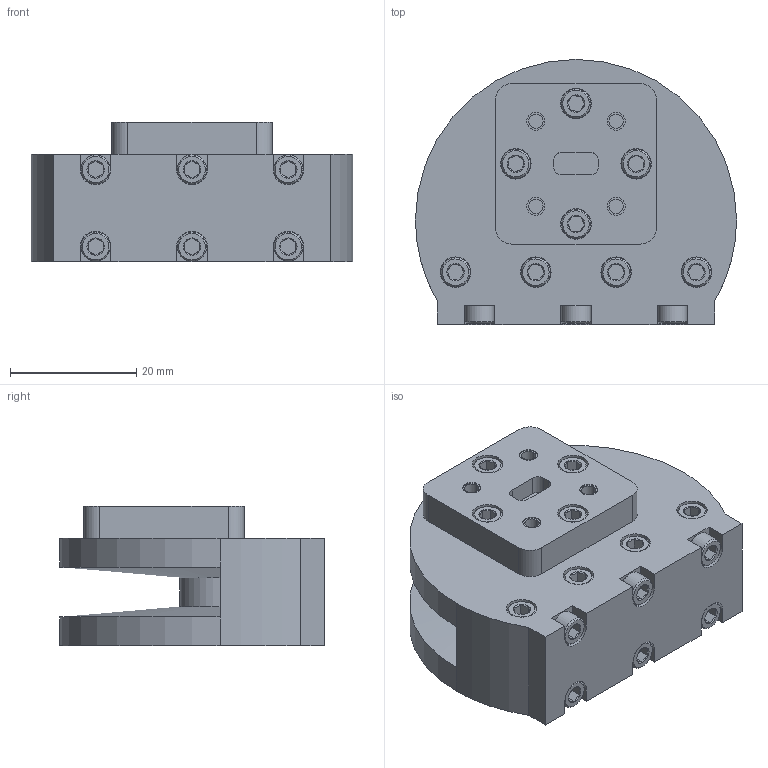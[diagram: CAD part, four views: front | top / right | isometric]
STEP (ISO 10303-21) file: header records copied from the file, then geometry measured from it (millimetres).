
FILE_DESCRIPTION (( 'STEP AP214' ), '1' );
FILE_NAME ('PEWAN1144 ¦ FMWAN1144.step', '2022-03-03T17:11:29', ( '' ), ( '' ), 'SwSTEP 2.0', 'SolidWorks 2021', '' );
FILE_SCHEMA (( 'AUTOMOTIVE_DESIGN' ));
Length unit declared in the file: inch
Products named in the file (1): PEWAN1144 ｦ FMWAN1144
Bounding box: 50.8 x 41.91 x 22.1 mm (x, y, z)
Volume: 27151.2 mm3; surface area: 10249 mm2
Topology: 1 solids, 1 shells, 524 faces, 1080 edges, 624 vertices
Faces by surface type: plane 203, cone 200, cylinder 113, bspline 8
Entity records: 16431 total; most frequent: CARTESIAN_POINT 5452, DIRECTION 2352, ORIENTED_EDGE 2160, EDGE_CURVE 1080, AXIS2_PLACEMENT_3D 921, VERTEX_POINT 624, EDGE_LOOP 590, ADVANCED_FACE 524
